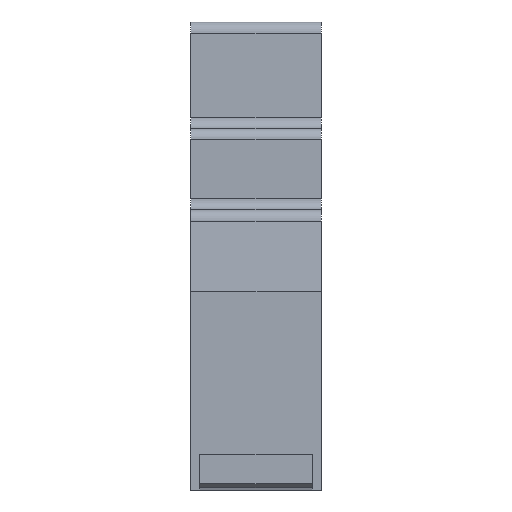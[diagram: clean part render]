
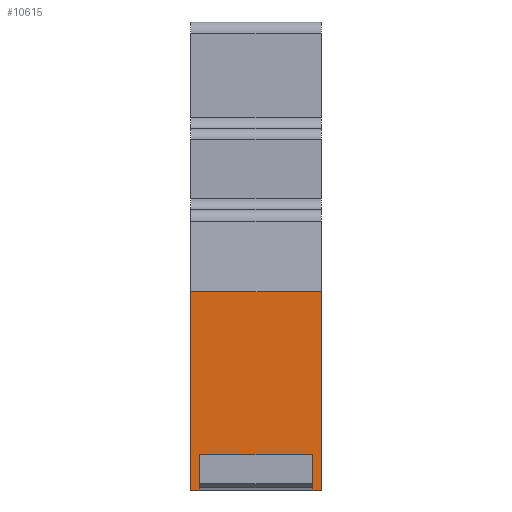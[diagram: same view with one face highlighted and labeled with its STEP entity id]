
A CAD part, front view. The second image highlights one B-rep face of the part: STEP entity #10615.
In plain terms, the highlighted planar face has unit normal (0, -1, 0).
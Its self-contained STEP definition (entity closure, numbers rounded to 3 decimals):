
#9114=CARTESIAN_POINT('',(1.15,-45.002,-5.003));
#9115=VERTEX_POINT('',#9114);
#9122=CARTESIAN_POINT('',(16.35,-45.002,-5.003));
#9123=VERTEX_POINT('',#9122);
#9145=CARTESIAN_POINT('',(1.15,-45.002,-0.253));
#9146=VERTEX_POINT('',#9145);
#9163=CARTESIAN_POINT('',(16.35,-45.002,-0.253));
#9164=VERTEX_POINT('',#9163);
#9171=CARTESIAN_POINT('',(1.15,-45.002,-0.253));
#9172=DIRECTION('',(1.0,0.0,0.0));
#9173=VECTOR('',#9172,15.2);
#9174=LINE('',#9171,#9173);
#9175=EDGE_CURVE('',#9146,#9164,#9174,.T.);
#9210=CARTESIAN_POINT('',(1.15,-45.002,-5.003));
#9211=DIRECTION('',(0.0,0.0,1.0));
#9212=VECTOR('',#9211,4.749);
#9213=LINE('',#9210,#9212);
#9214=EDGE_CURVE('',#9115,#9146,#9213,.T.);
#9228=CARTESIAN_POINT('',(16.35,-45.002,-0.253));
#9229=DIRECTION('',(0.0,0.0,-1.0));
#9230=VECTOR('',#9229,4.749);
#9231=LINE('',#9228,#9230);
#9232=EDGE_CURVE('',#9164,#9123,#9231,.T.);
#10550=CARTESIAN_POINT('',(0.,-45.002,21.697));
#10551=VERTEX_POINT('',#10550);
#10558=CARTESIAN_POINT('',(17.5,-45.002,21.697));
#10559=VERTEX_POINT('',#10558);
#10560=CARTESIAN_POINT('',(17.5,-45.002,21.697));
#10561=DIRECTION('',(-1.0,0.0,0.0));
#10562=VECTOR('',#10561,17.5);
#10563=LINE('',#10560,#10562);
#10564=EDGE_CURVE('',#10559,#10551,#10563,.T.);
#10576=CARTESIAN_POINT('',(17.5,-45.002,21.697));
#10577=DIRECTION('',(0.0,-1.0,0.0));
#10578=DIRECTION('',(1.0,0.0,0.0));
#10579=AXIS2_PLACEMENT_3D('',#10576,#10577,#10578);
#10580=PLANE('',#10579);
#10581=ORIENTED_EDGE('',*,*,#9232,.T.);
#10582=CARTESIAN_POINT('',(17.5,-45.002,-5.003));
#10583=VERTEX_POINT('',#10582);
#10584=CARTESIAN_POINT('',(17.5,-45.002,-5.003));
#10585=DIRECTION('',(-1.0,0.0,0.0));
#10586=VECTOR('',#10585,1.15);
#10587=LINE('',#10584,#10586);
#10588=EDGE_CURVE('',#10583,#9123,#10587,.T.);
#10589=ORIENTED_EDGE('',*,*,#10588,.F.);
#10590=CARTESIAN_POINT('',(17.5,-45.002,-5.003));
#10591=DIRECTION('',(0.0,0.0,1.0));
#10592=VECTOR('',#10591,26.699);
#10593=LINE('',#10590,#10592);
#10594=EDGE_CURVE('',#10583,#10559,#10593,.T.);
#10595=ORIENTED_EDGE('',*,*,#10594,.T.);
#10596=ORIENTED_EDGE('',*,*,#10564,.T.);
#10597=CARTESIAN_POINT('',(0.,-45.002,-5.003));
#10598=VERTEX_POINT('',#10597);
#10599=CARTESIAN_POINT('',(0.,-45.002,21.697));
#10600=DIRECTION('',(0.0,0.0,-1.0));
#10601=VECTOR('',#10600,26.699);
#10602=LINE('',#10599,#10601);
#10603=EDGE_CURVE('',#10551,#10598,#10602,.T.);
#10604=ORIENTED_EDGE('',*,*,#10603,.T.);
#10605=CARTESIAN_POINT('',(1.15,-45.002,-5.003));
#10606=DIRECTION('',(-1.0,0.0,0.0));
#10607=VECTOR('',#10606,1.15);
#10608=LINE('',#10605,#10607);
#10609=EDGE_CURVE('',#9115,#10598,#10608,.T.);
#10610=ORIENTED_EDGE('',*,*,#10609,.F.);
#10611=ORIENTED_EDGE('',*,*,#9214,.T.);
#10612=ORIENTED_EDGE('',*,*,#9175,.T.);
#10613=EDGE_LOOP('',(#10581,#10589,#10595,#10596,#10604,#10610,#10611,#10612));
#10614=FACE_OUTER_BOUND('',#10613,.T.);
#10615=ADVANCED_FACE('',(#10614),#10580,.T.);
